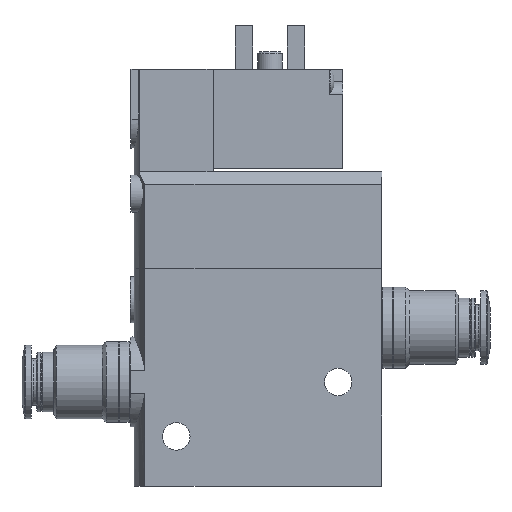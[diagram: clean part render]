
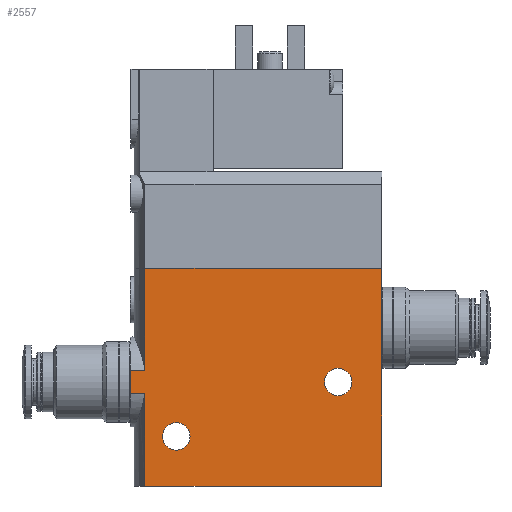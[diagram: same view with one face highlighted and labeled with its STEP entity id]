
A CAD part, left-side view. The second image highlights one B-rep face of the part: STEP entity #2557.
In plain terms, the highlighted face is planar.
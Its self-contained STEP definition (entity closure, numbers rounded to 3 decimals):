
#195=LINE('',#4214,#364);
#198=LINE('',#4223,#367);
#199=LINE('',#4235,#368);
#201=LINE('',#4252,#370);
#208=LINE('',#4283,#377);
#210=LINE('',#4291,#379);
#213=LINE('',#4304,#382);
#214=LINE('',#4305,#383);
#364=VECTOR('',#3420,1000.);
#367=VECTOR('',#3427,1000.);
#368=VECTOR('',#3430,1000.);
#370=VECTOR('',#3436,1000.);
#377=VECTOR('',#3455,1000.);
#379=VECTOR('',#3463,1000.);
#382=VECTOR('',#3478,1000.);
#383=VECTOR('',#3479,1000.);
#581=ORIENTED_EDGE('',*,*,#1273,.T.);
#582=ORIENTED_EDGE('',*,*,#1274,.T.);
#583=ORIENTED_EDGE('',*,*,#1249,.T.);
#584=ORIENTED_EDGE('',*,*,#1268,.F.);
#585=ORIENTED_EDGE('',*,*,#1275,.F.);
#586=ORIENTED_EDGE('',*,*,#1243,.T.);
#587=ORIENTED_EDGE('',*,*,#1276,.T.);
#588=ORIENTED_EDGE('',*,*,#1264,.F.);
#589=ORIENTED_EDGE('',*,*,#1247,.T.);
#590=ORIENTED_EDGE('',*,*,#1253,.T.);
#1243=EDGE_CURVE('',#1598,#1597,#195,.T.);
#1247=EDGE_CURVE('',#1602,#1601,#198,.F.);
#1249=EDGE_CURVE('',#1603,#1604,#199,.T.);
#1253=EDGE_CURVE('',#1601,#1603,#201,.T.);
#1264=EDGE_CURVE('',#1602,#1614,#208,.T.);
#1268=EDGE_CURVE('',#1616,#1604,#210,.T.);
#1273=EDGE_CURVE('',#1619,#1619,#1856,.T.);
#1274=EDGE_CURVE('',#1620,#1620,#1857,.T.);
#1275=EDGE_CURVE('',#1598,#1616,#213,.T.);
#1276=EDGE_CURVE('',#1597,#1614,#214,.T.);
#1597=VERTEX_POINT('',#4213);
#1598=VERTEX_POINT('',#4215);
#1601=VERTEX_POINT('',#4222);
#1602=VERTEX_POINT('',#4224);
#1603=VERTEX_POINT('',#4236);
#1604=VERTEX_POINT('',#4237);
#1614=VERTEX_POINT('',#4284);
#1616=VERTEX_POINT('',#4290);
#1619=VERTEX_POINT('',#4301);
#1620=VERTEX_POINT('',#4303);
#1856=CIRCLE('',#3120,2.2);
#1857=CIRCLE('',#3121,2.2);
#1990=EDGE_LOOP('',(#581));
#1991=EDGE_LOOP('',(#582));
#1992=EDGE_LOOP('',(#583,#584,#585,#586,#587,#588,#589,#590));
#2238=FACE_BOUND('',#1990,.T.);
#2239=FACE_BOUND('',#1991,.T.);
#2240=FACE_BOUND('',#1992,.T.);
#2475=PLANE('',#3119);
#2557=ADVANCED_FACE('',(#2238,#2239,#2240),#2475,.F.);
#3119=AXIS2_PLACEMENT_3D('',#4299,#3472,#3473);
#3120=AXIS2_PLACEMENT_3D('',#4300,#3474,#3475);
#3121=AXIS2_PLACEMENT_3D('',#4302,#3476,#3477);
#3420=DIRECTION('',(-1.,0.,0.));
#3427=DIRECTION('',(0.,-1.,0.));
#3430=DIRECTION('',(0.,-1.,0.));
#3436=DIRECTION('',(1.,0.,0.));
#3455=DIRECTION('',(-1.,0.,0.));
#3463=DIRECTION('',(-1.,0.,0.));
#3472=DIRECTION('',(0.,0.,1.));
#3473=DIRECTION('',(1.,0.,0.));
#3474=DIRECTION('',(0.,0.,1.));
#3475=DIRECTION('',(1.,0.,0.));
#3476=DIRECTION('',(0.,0.,1.));
#3477=DIRECTION('',(1.,0.,0.));
#3478=DIRECTION('',(0.,1.,0.));
#3479=DIRECTION('',(0.,1.,0.));
#4213=CARTESIAN_POINT('',(0.,0.,-7.));
#4214=CARTESIAN_POINT('',(35.,0.,-7.));
#4215=CARTESIAN_POINT('',(35.,0.,-7.));
#4222=CARTESIAN_POINT('',(16.363,40.4,-7.));
#4223=CARTESIAN_POINT('',(16.363,0.,-7.));
#4224=CARTESIAN_POINT('',(16.363,38.066,-7.));
#4235=CARTESIAN_POINT('',(20.137,0.,-7.));
#4236=CARTESIAN_POINT('',(20.137,40.4,-7.));
#4237=CARTESIAN_POINT('',(20.137,38.066,-7.));
#4252=CARTESIAN_POINT('',(18.25,40.4,-7.));
#4283=CARTESIAN_POINT('',(35.,38.066,-7.));
#4284=CARTESIAN_POINT('',(0.,38.066,-7.));
#4290=CARTESIAN_POINT('',(35.,38.066,-7.));
#4291=CARTESIAN_POINT('',(35.,38.066,-7.));
#4299=CARTESIAN_POINT('',(35.,0.,-7.));
#4300=CARTESIAN_POINT('',(18.25,7.,-7.));
#4301=CARTESIAN_POINT('',(20.45,7.,-7.));
#4302=CARTESIAN_POINT('',(27.,33.,-7.));
#4303=CARTESIAN_POINT('',(29.2,33.,-7.));
#4304=CARTESIAN_POINT('',(35.,0.,-7.));
#4305=CARTESIAN_POINT('',(0.,0.,-7.));
